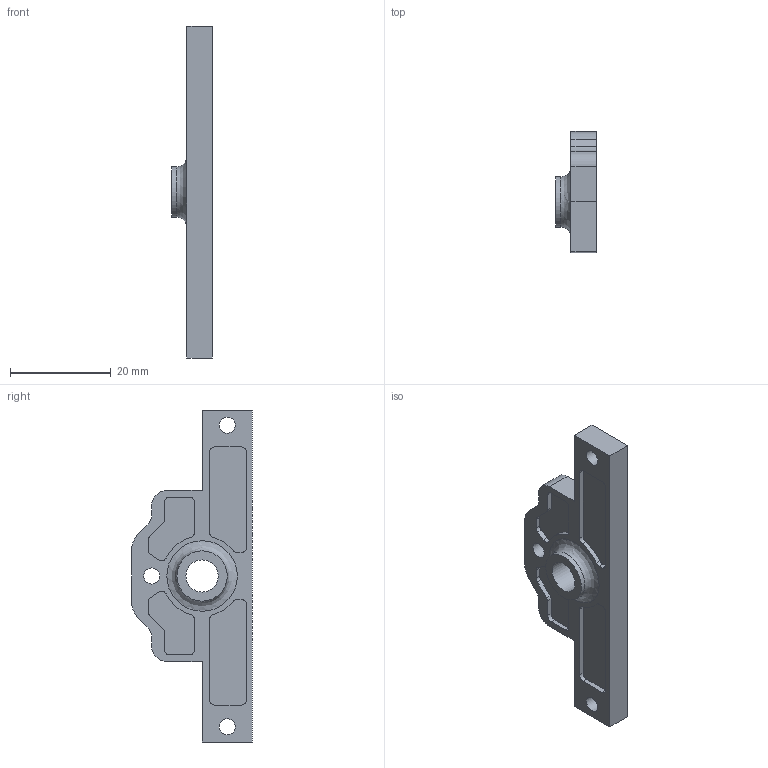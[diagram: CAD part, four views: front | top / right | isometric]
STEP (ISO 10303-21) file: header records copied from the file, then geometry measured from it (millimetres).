
FILE_DESCRIPTION(('FreeCAD Model'),'2;1');
FILE_NAME('X-Tensionner-Bout.step','2015-10-11T20:15:42',('Author'),(''), 'Open CASCADE STEP processor 6.8','FreeCAD','Unknown');
FILE_SCHEMA(('AUTOMOTIVE_DESIGN_CC2 { 1 2 10303 214 -1 1 5 4 }'));
Length unit declared in the file: millimetre
Products named in the file (1): Pocket003
Bounding box: 8 x 24 x 66 mm (x, y, z)
Volume: 4793.9 mm3; surface area: 3442.7 mm2
Topology: 1 solids, 1 shells, 79 faces, 215 edges, 143 vertices
Faces by surface type: plane 39, cylinder 39, revolution 1
Full cylindrical faces by diameter (mm): 3.2 x3, 6.4 x1, 10 x1
Entity records: 5549 total; most frequent: CARTESIAN_POINT 1253, DIRECTION 822, LINE 487, VECTOR 487, ORIENTED_EDGE 430, PCURVE 430, DEFINITIONAL_REPRESENTATION 430, EDGE_CURVE 215
